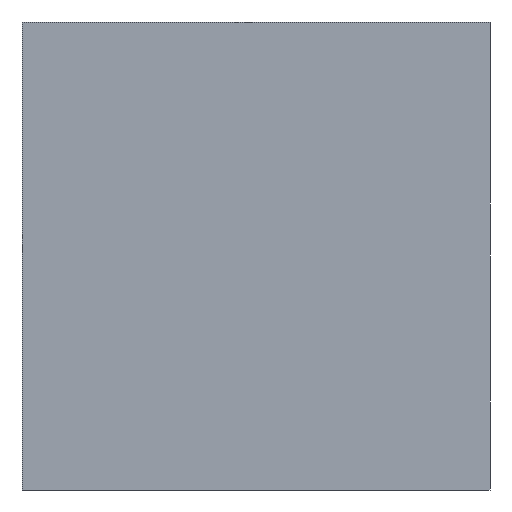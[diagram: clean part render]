
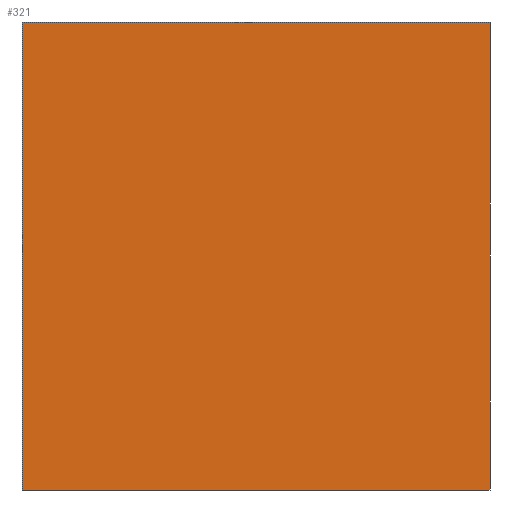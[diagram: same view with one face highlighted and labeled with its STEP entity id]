
A CAD part, front view. The second image highlights one B-rep face of the part: STEP entity #321.
In plain terms, the highlighted planar face has unit normal (0, -1, 0).
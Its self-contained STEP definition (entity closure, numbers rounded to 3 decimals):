
#13 = AXIS2_PLACEMENT_3D ( 'NONE', #216, #196, #245 ) ;
#16 = CARTESIAN_POINT ( 'NONE',  ( 0., 0., 0. ) ) ;
#17 = LINE ( 'NONE', #186, #174 ) ;
#19 = CARTESIAN_POINT ( 'NONE',  ( -50., 0., 0. ) ) ;
#31 = FACE_OUTER_BOUND ( 'NONE', #180, .T. ) ;
#48 = CARTESIAN_POINT ( 'NONE',  ( -50., 0., -50. ) ) ;
#52 = EDGE_CURVE ( 'NONE', #125, #64, #17, .T. ) ;
#61 = LINE ( 'NONE', #148, #286 ) ;
#64 = VERTEX_POINT ( 'NONE', #48 ) ;
#80 = EDGE_CURVE ( 'NONE', #277, #125, #61, .T. ) ;
#87 = PLANE ( 'NONE',  #13 ) ;
#88 = CARTESIAN_POINT ( 'NONE',  ( 0., 0., -50. ) ) ;
#97 = VECTOR ( 'NONE', #205, 1000. ) ;
#99 = ORIENTED_EDGE ( 'NONE', *, *, #161, .F. ) ;
#103 = DIRECTION ( 'NONE',  ( -1., 0., 0. ) ) ;
#125 = VERTEX_POINT ( 'NONE', #88 ) ;
#145 = DIRECTION ( 'NONE',  ( 0., 0., -1. ) ) ;
#148 = CARTESIAN_POINT ( 'NONE',  ( 0., 0., 0. ) ) ;
#161 = EDGE_CURVE ( 'NONE', #311, #277, #185, .T. ) ;
#174 = VECTOR ( 'NONE', #103, 1000. ) ;
#180 = EDGE_LOOP ( 'NONE', ( #292, #99, #204, #248 ) ) ;
#185 = LINE ( 'NONE', #16, #97 ) ;
#186 = CARTESIAN_POINT ( 'NONE',  ( 0., 0., -50. ) ) ;
#196 = DIRECTION ( 'NONE',  ( 0., 1., 0. ) ) ;
#204 = ORIENTED_EDGE ( 'NONE', *, *, #260, .F. ) ;
#205 = DIRECTION ( 'NONE',  ( 1., 0., 0. ) ) ;
#209 = DIRECTION ( 'NONE',  ( 0., 0., 1. ) ) ;
#216 = CARTESIAN_POINT ( 'NONE',  ( 0., 0., 0. ) ) ;
#221 = CARTESIAN_POINT ( 'NONE',  ( -50., 0., 0. ) ) ;
#245 = DIRECTION ( 'NONE',  ( 0., 0., 1. ) ) ;
#248 = ORIENTED_EDGE ( 'NONE', *, *, #52, .F. ) ;
#255 = LINE ( 'NONE', #19, #265 ) ;
#260 = EDGE_CURVE ( 'NONE', #64, #311, #255, .T. ) ;
#265 = VECTOR ( 'NONE', #209, 1000. ) ;
#275 = CARTESIAN_POINT ( 'NONE',  ( 0., 0., 0. ) ) ;
#277 = VERTEX_POINT ( 'NONE', #275 ) ;
#286 = VECTOR ( 'NONE', #145, 1000. ) ;
#292 = ORIENTED_EDGE ( 'NONE', *, *, #80, .F. ) ;
#311 = VERTEX_POINT ( 'NONE', #221 ) ;
#321 = ADVANCED_FACE ( 'NONE', ( #31 ), #87, .F. ) ;
